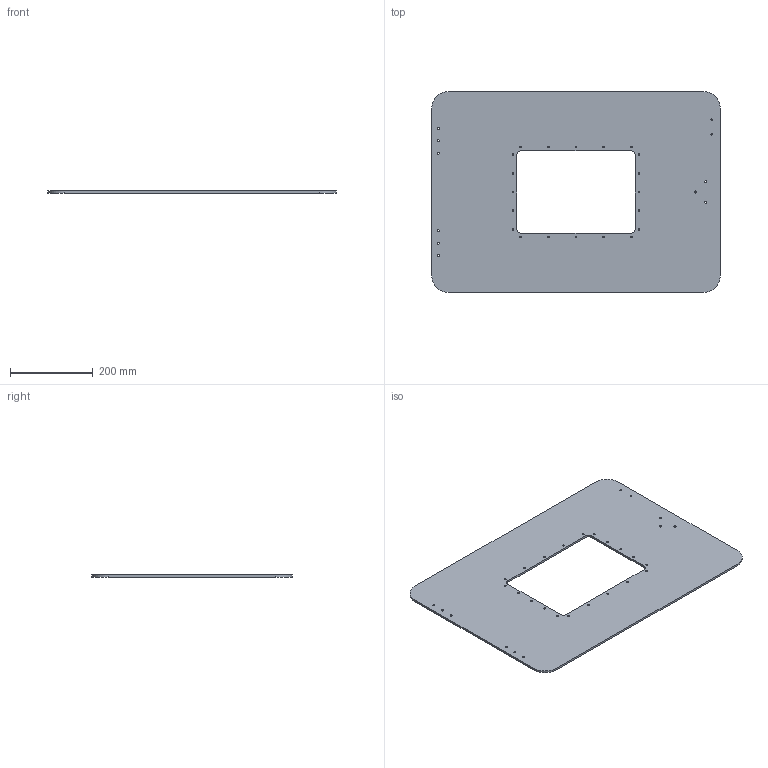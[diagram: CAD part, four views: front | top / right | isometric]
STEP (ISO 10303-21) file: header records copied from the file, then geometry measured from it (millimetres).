
FILE_DESCRIPTION (( 'STEP AP214' ), '1' );
FILE_NAME ('DoorNP_v2.STEP', '2022-11-17T09:50:00', ( '' ), ( '' ), 'SwSTEP 2.0', 'SolidWorks 2020', '' );
FILE_SCHEMA (( 'AUTOMOTIVE_DESIGN' ));
Length unit declared in the file: millimetre
Products named in the file (1): DoorNP_v2
Bounding box: 698 x 485.9 x 5 mm (x, y, z)
Volume: 1400523.5 mm3; surface area: 578707.4 mm2
Topology: 1 solids, 1 shells, 80 faces, 234 edges, 156 vertices
Faces by surface type: cylinder 70, plane 10
Entity records: 2944 total; most frequent: DIRECTION 536, CARTESIAN_POINT 471, ORIENTED_EDGE 468, EDGE_CURVE 234, AXIS2_PLACEMENT_3D 221, VERTEX_POINT 156, EDGE_LOOP 144, CIRCLE 140
